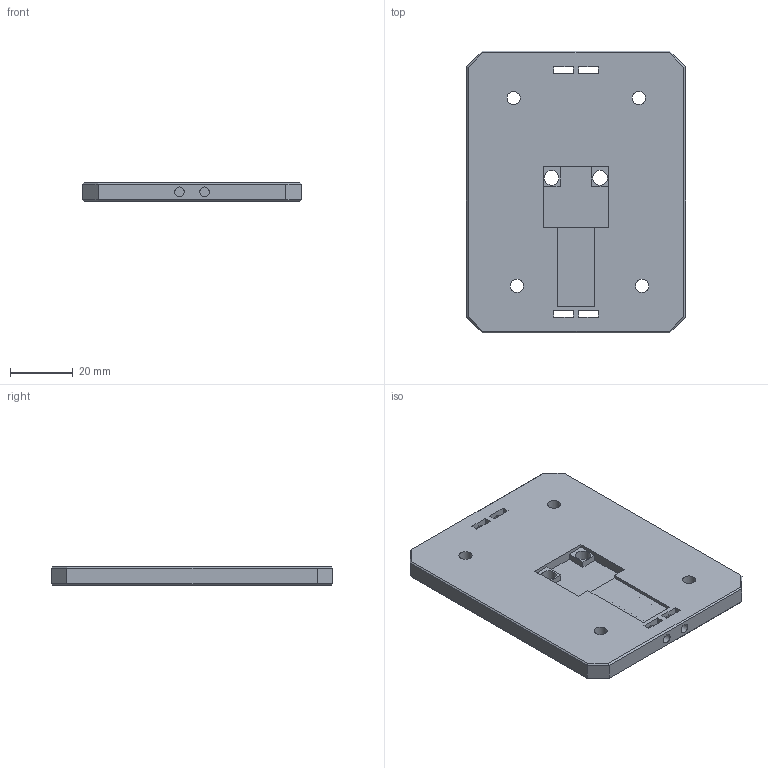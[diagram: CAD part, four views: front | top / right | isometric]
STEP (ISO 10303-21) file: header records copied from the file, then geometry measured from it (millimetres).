
FILE_DESCRIPTION(/* description */ (''),/* implementation_level */ '2;1');
FILE_NAME(/* name */ 'Tensioner.step',/* time_stamp */ '2025-08-08T14:59:21-07:00',/* author */ (''),/* organization */ (''),/* preprocessor_version */ 'ST-DEVELOPER v20.1',/* originating_system */ 'Autodesk Translation Framework v14.10.0.0',/* authorisation */ '');
FILE_SCHEMA (('AUTOMOTIVE_DESIGN { 1 0 10303 214 3 1 1 }'));
Length unit declared in the file: millimetre
Products named in the file (2): Tensioner
Bounding box: 70 x 90 x 6 mm (x, y, z)
Volume: 34551.3 mm3; surface area: 15852.8 mm2
Topology: 1 solids, 1 shells, 91 faces, 236 edges, 152 vertices
Faces by surface type: plane 77, cylinder 14
Full cylindrical faces by diameter (mm): 4.2 x4, 4.7 x2
Entity records: 3716 total; most frequent: CARTESIAN_POINT 626, ORIENTED_EDGE 616, DIRECTION 588, EDGE_CURVE 308, LINE 272, VECTOR 272, VERTEX_POINT 196, EDGE_LOOP 158
